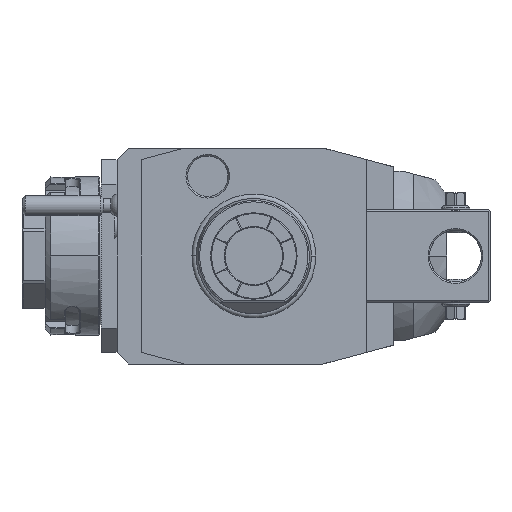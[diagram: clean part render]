
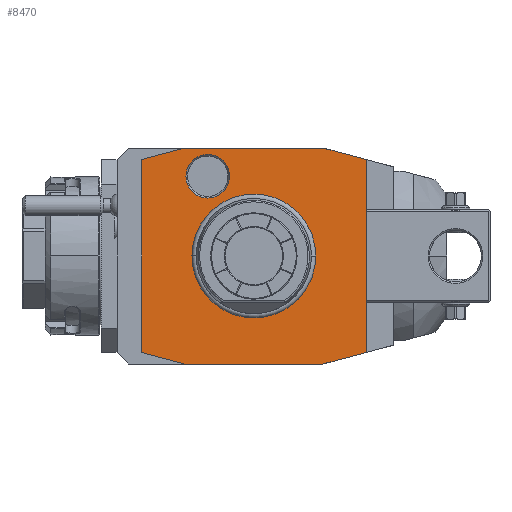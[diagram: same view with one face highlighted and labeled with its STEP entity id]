
A CAD part, front view. The second image highlights one B-rep face of the part: STEP entity #8470.
In plain terms, the highlighted planar face has unit normal (0, -1, 0).
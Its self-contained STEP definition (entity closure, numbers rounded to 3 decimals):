
#1=DIRECTION('',(-1.,0.,0.));
#2=VECTOR('',#1,48.);
#3=CARTESIAN_POINT('',(24.,0.,37.5));
#4=LINE('',#3,#2);
#5=DIRECTION('',(-0.966,0.,0.259));
#6=VECTOR('',#5,15.529);
#7=CARTESIAN_POINT('',(39.,0.,33.481));
#8=LINE('',#7,#6);
#9=DIRECTION('',(0.,0.,1.));
#10=VECTOR('',#9,66.962);
#11=CARTESIAN_POINT('',(39.,0.,-33.481));
#12=LINE('',#11,#10);
#13=DIRECTION('',(0.966,0.,0.259));
#14=VECTOR('',#13,15.529);
#15=CARTESIAN_POINT('',(24.,0.,-37.5));
#16=LINE('',#15,#14);
#17=DIRECTION('',(1.,0.,0.));
#18=VECTOR('',#17,48.);
#19=CARTESIAN_POINT('',(-24.,0.,-37.5));
#20=LINE('',#19,#18);
#21=DIRECTION('',(0.966,0.,-0.259));
#22=VECTOR('',#21,15.529);
#23=CARTESIAN_POINT('',(-39.,0.,-33.481));
#24=LINE('',#23,#22);
#25=DIRECTION('',(0.,0.,-1.));
#26=VECTOR('',#25,66.962);
#27=CARTESIAN_POINT('',(-39.,0.,33.481));
#28=LINE('',#27,#26);
#29=DIRECTION('',(-0.966,0.,-0.259));
#30=VECTOR('',#29,15.529);
#31=CARTESIAN_POINT('',(-24.,0.,37.5));
#32=LINE('',#31,#30);
#33=CARTESIAN_POINT('',(-16.,0.,27.713));
#34=DIRECTION('',(0.,1.,0.));
#35=DIRECTION('',(1.,0.,0.));
#36=AXIS2_PLACEMENT_3D('',#33,#34,#35);
#38=CARTESIAN_POINT('',(-16.,0.,27.713));
#39=DIRECTION('',(0.,1.,0.));
#40=DIRECTION('',(-1.,0.,0.));
#41=AXIS2_PLACEMENT_3D('',#38,#39,#40);
#5251=CARTESIAN_POINT('',(0.,0.,0.));
#5252=DIRECTION('',(0.,1.,0.));
#5253=DIRECTION('',(-1.,0.,0.));
#5254=AXIS2_PLACEMENT_3D('',#5251,#5252,#5253);
#5256=CARTESIAN_POINT('',(0.,0.,0.));
#5257=DIRECTION('',(0.,1.,0.));
#5258=DIRECTION('',(1.,0.,0.));
#5259=AXIS2_PLACEMENT_3D('',#5256,#5257,#5258);
#7442=CARTESIAN_POINT('',(-8.423,0.,27.713));
#7443=CARTESIAN_POINT('',(-23.577,0.,27.713));
#7444=VERTEX_POINT('',#7442);
#7445=VERTEX_POINT('',#7443);
#8261=CARTESIAN_POINT('',(24.,0.,37.5));
#8262=CARTESIAN_POINT('',(-24.,0.,37.5));
#8263=VERTEX_POINT('',#8261);
#8264=VERTEX_POINT('',#8262);
#8265=CARTESIAN_POINT('',(39.,0.,-33.481));
#8266=CARTESIAN_POINT('',(39.,0.,33.481));
#8267=VERTEX_POINT('',#8265);
#8268=VERTEX_POINT('',#8266);
#8269=CARTESIAN_POINT('',(-39.,0.,-33.481));
#8270=CARTESIAN_POINT('',(-24.,0.,-37.5));
#8271=VERTEX_POINT('',#8269);
#8272=VERTEX_POINT('',#8270);
#8273=CARTESIAN_POINT('',(-39.,0.,33.481));
#8274=VERTEX_POINT('',#8273);
#8299=CARTESIAN_POINT('',(24.,0.,-37.5));
#8300=VERTEX_POINT('',#8299);
#8341=CARTESIAN_POINT('',(-21.137,0.,0.));
#8342=CARTESIAN_POINT('',(21.137,0.,0.));
#8343=VERTEX_POINT('',#8341);
#8344=VERTEX_POINT('',#8342);
#8435=CARTESIAN_POINT('',(0.,0.,0.));
#8436=DIRECTION('',(0.,-1.,0.));
#8437=DIRECTION('',(-1.,0.,0.));
#8438=AXIS2_PLACEMENT_3D('',#8435,#8436,#8437);
#8439=PLANE('',#8438);
#8441=ORIENTED_EDGE('',*,*,#8440,.F.);
#8443=ORIENTED_EDGE('',*,*,#8442,.F.);
#8445=ORIENTED_EDGE('',*,*,#8444,.F.);
#8447=ORIENTED_EDGE('',*,*,#8446,.F.);
#8449=ORIENTED_EDGE('',*,*,#8448,.F.);
#8451=ORIENTED_EDGE('',*,*,#8450,.F.);
#8453=ORIENTED_EDGE('',*,*,#8452,.F.);
#8455=ORIENTED_EDGE('',*,*,#8454,.F.);
#8456=EDGE_LOOP('',(#8441,#8443,#8445,#8447,#8449,#8451,#8453,#8455));
#8457=FACE_OUTER_BOUND('',#8456,.F.);
#8459=ORIENTED_EDGE('',*,*,#8458,.F.);
#8461=ORIENTED_EDGE('',*,*,#8460,.F.);
#8462=EDGE_LOOP('',(#8459,#8461));
#8463=FACE_BOUND('',#8462,.F.);
#8465=ORIENTED_EDGE('',*,*,#8464,.F.);
#8467=ORIENTED_EDGE('',*,*,#8466,.F.);
#8468=EDGE_LOOP('',(#8465,#8467));
#8469=FACE_BOUND('',#8468,.F.);
#37=CIRCLE('',#36,7.577);
#42=CIRCLE('',#41,7.577);
#5255=CIRCLE('',#5254,21.137);
#5260=CIRCLE('',#5259,21.137);
#8440=EDGE_CURVE('',#8263,#8264,#4,.T.);
#8442=EDGE_CURVE('',#8268,#8263,#8,.T.);
#8444=EDGE_CURVE('',#8267,#8268,#12,.T.);
#8446=EDGE_CURVE('',#8300,#8267,#16,.T.);
#8448=EDGE_CURVE('',#8272,#8300,#20,.T.);
#8450=EDGE_CURVE('',#8271,#8272,#24,.T.);
#8452=EDGE_CURVE('',#8274,#8271,#28,.T.);
#8454=EDGE_CURVE('',#8264,#8274,#32,.T.);
#8458=EDGE_CURVE('',#8343,#8344,#5255,.T.);
#8460=EDGE_CURVE('',#8344,#8343,#5260,.T.);
#8464=EDGE_CURVE('',#7444,#7445,#37,.T.);
#8466=EDGE_CURVE('',#7445,#7444,#42,.T.);
#8470=ADVANCED_FACE('',(#8457,#8463,#8469),#8439,.T.);
